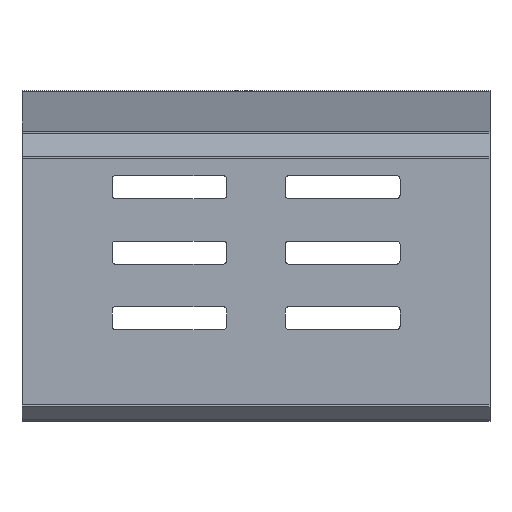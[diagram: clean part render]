
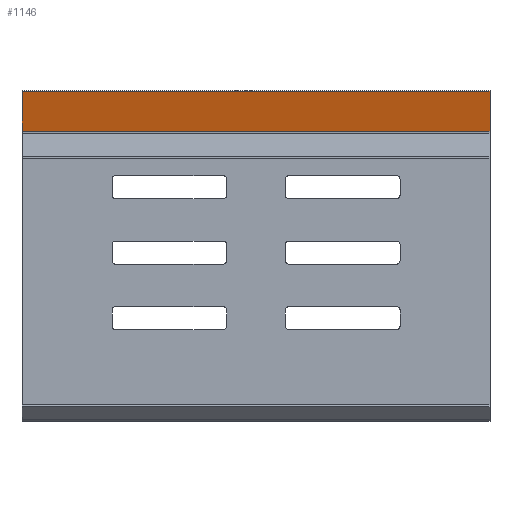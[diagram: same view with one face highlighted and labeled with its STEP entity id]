
A CAD part, front view. The second image highlights one B-rep face of the part: STEP entity #1146.
In plain terms, the highlighted planar face has unit normal (0, -0.966, -0.259).
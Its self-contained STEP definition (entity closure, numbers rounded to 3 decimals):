
#9 = VERTEX_POINT ( 'NONE', #2203 ) ;
#22 = VECTOR ( 'NONE', #1936, 1000. ) ;
#150 = CARTESIAN_POINT ( 'NONE',  ( 71.5, -2.094, 20.284 ) ) ;
#226 = PLANE ( 'NONE',  #546 ) ;
#235 = CARTESIAN_POINT ( 'NONE',  ( -71.5, 1.271, 7.727 ) ) ;
#305 = CARTESIAN_POINT ( 'NONE',  ( 71.5, 1.167, 8.116 ) ) ;
#395 = ORIENTED_EDGE ( 'NONE', *, *, #2384, .F. ) ;
#447 = EDGE_CURVE ( 'NONE', #1282, #1782, #2379, .T. ) ;
#546 = AXIS2_PLACEMENT_3D ( 'NONE', #1727, #1551, #1117 ) ;
#589 = LINE ( 'NONE', #2126, #22 ) ;
#626 = ORIENTED_EDGE ( 'NONE', *, *, #1177, .T. ) ;
#750 = CARTESIAN_POINT ( 'NONE',  ( -71.5, -2.094, 20.284 ) ) ;
#765 = VERTEX_POINT ( 'NONE', #1891 ) ;
#779 = DIRECTION ( 'NONE',  ( 0., -0.259, 0.966 ) ) ;
#805 = CARTESIAN_POINT ( 'NONE',  ( 71.5, -2.094, 20.284 ) ) ;
#853 = ORIENTED_EDGE ( 'NONE', *, *, #447, .T. ) ;
#1019 = LINE ( 'NONE', #305, #1901 ) ;
#1117 = DIRECTION ( 'NONE',  ( 0., 0.259, -0.966 ) ) ;
#1146 = ADVANCED_FACE ( 'NONE', ( #1541 ), #226, .T. ) ;
#1170 = LINE ( 'NONE', #235, #1569 ) ;
#1177 = EDGE_CURVE ( 'NONE', #765, #1282, #589, .T. ) ;
#1197 = VECTOR ( 'NONE', #2248, 1000. ) ;
#1282 = VERTEX_POINT ( 'NONE', #805 ) ;
#1541 = FACE_OUTER_BOUND ( 'NONE', #2457, .T. ) ;
#1551 = DIRECTION ( 'NONE',  ( 0., -0.966, -0.259 ) ) ;
#1569 = VECTOR ( 'NONE', #779, 1000. ) ;
#1727 = CARTESIAN_POINT ( 'NONE',  ( 71.5, 1.271, 7.727 ) ) ;
#1782 = VERTEX_POINT ( 'NONE', #750 ) ;
#1795 = ORIENTED_EDGE ( 'NONE', *, *, #2331, .F. ) ;
#1891 = CARTESIAN_POINT ( 'NONE',  ( 71.5, 1.167, 8.116 ) ) ;
#1901 = VECTOR ( 'NONE', #2416, 1000. ) ;
#1936 = DIRECTION ( 'NONE',  ( 0., -0.259, 0.966 ) ) ;
#2126 = CARTESIAN_POINT ( 'NONE',  ( 71.5, 1.271, 7.727 ) ) ;
#2203 = CARTESIAN_POINT ( 'NONE',  ( -71.5, 1.167, 8.116 ) ) ;
#2248 = DIRECTION ( 'NONE',  ( -1., 0., 0. ) ) ;
#2331 = EDGE_CURVE ( 'NONE', #765, #9, #1019, .T. ) ;
#2379 = LINE ( 'NONE', #150, #1197 ) ;
#2384 = EDGE_CURVE ( 'NONE', #9, #1782, #1170, .T. ) ;
#2416 = DIRECTION ( 'NONE',  ( -1., 0., 0. ) ) ;
#2457 = EDGE_LOOP ( 'NONE', ( #853, #395, #1795, #626 ) ) ;
